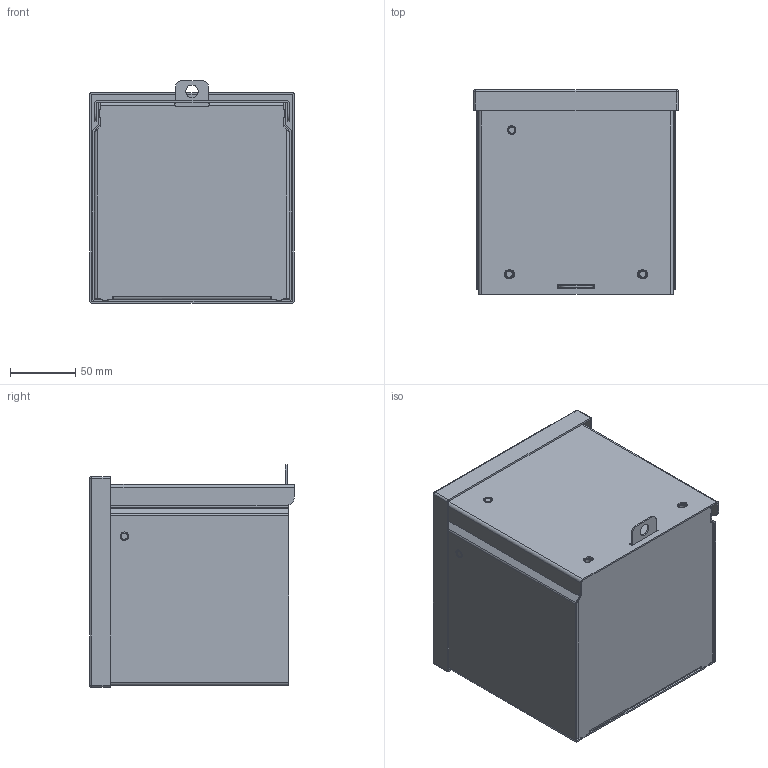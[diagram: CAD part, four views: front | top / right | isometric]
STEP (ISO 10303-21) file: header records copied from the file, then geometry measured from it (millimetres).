
FILE_DESCRIPTION (( 'STEP AP214' ), '1' );
FILE_NAME ('SCE-6R66_REV1.STEP', '2023-08-09T14:15:46', ( '' ), ( '' ), 'SwSTEP 2.0', 'SolidWorks 2021', '' );
FILE_SCHEMA (( 'AUTOMOTIVE_DESIGN' ));
Length unit declared in the file: inch
Products named in the file (1): SCE-6R66_REV1
Bounding box: 156.36 x 156.83 x 170.12 mm (x, y, z)
Volume: 208942.7 mm3; surface area: 330572.2 mm2
Topology: 9 solids, 9 shells, 383 faces, 942 edges, 572 vertices
Faces by surface type: plane 193, cylinder 158, cone 16, sphere 8, bspline 8
Entity records: 11932 total; most frequent: CARTESIAN_POINT 2550, DIRECTION 2006, ORIENTED_EDGE 1868, EDGE_CURVE 934, AXIS2_PLACEMENT_3D 708, LINE 590, VECTOR 590, VERTEX_POINT 572
